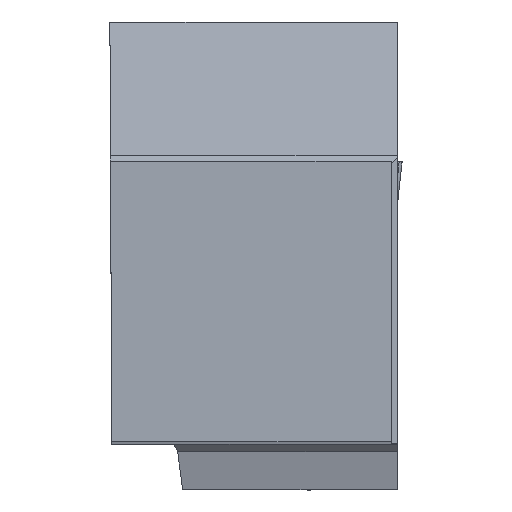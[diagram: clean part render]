
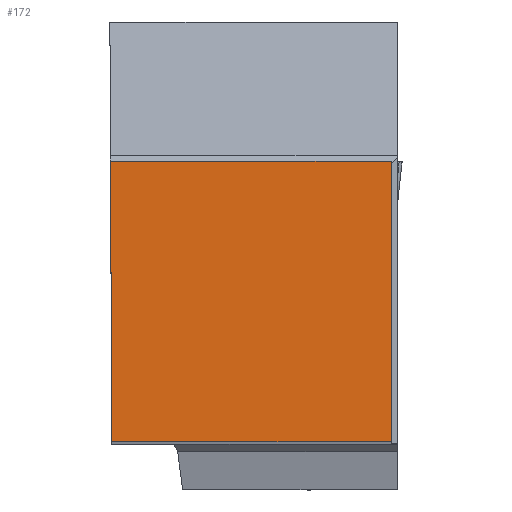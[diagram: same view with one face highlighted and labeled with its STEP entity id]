
A CAD part, top view. The second image highlights one B-rep face of the part: STEP entity #172.
In plain terms, the highlighted planar face has unit normal (0, 0, 1).
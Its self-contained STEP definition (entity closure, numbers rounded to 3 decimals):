
#172=ADVANCED_FACE('BLANK_BOXF006',(#275),#219,.F.);
#219=PLANE('',#1309);
#275=FACE_OUTER_BOUND('',#332,.T.);
#332=EDGE_LOOP('',(#576,#577,#578,#579));
#576=ORIENTED_EDGE('',*,*,#903,.T.);
#577=ORIENTED_EDGE('',*,*,#904,.T.);
#578=ORIENTED_EDGE('',*,*,#905,.T.);
#579=ORIENTED_EDGE('',*,*,#906,.T.);
#762=VERTEX_POINT('',#2076);
#763=VERTEX_POINT('',#2077);
#764=VERTEX_POINT('',#2079);
#765=VERTEX_POINT('',#2081);
#903=EDGE_CURVE('',#762,#763,#1034,.T.);
#904=EDGE_CURVE('',#763,#764,#1035,.T.);
#905=EDGE_CURVE('',#764,#765,#1036,.T.);
#906=EDGE_CURVE('',#765,#762,#1037,.T.);
#1034=LINE('',#2075,#1169);
#1035=LINE('',#2078,#1170);
#1036=LINE('',#2080,#1171);
#1037=LINE('',#2082,#1172);
#1169=VECTOR('',#1555,1.);
#1170=VECTOR('',#1556,1.);
#1171=VECTOR('',#1557,1.);
#1172=VECTOR('',#1558,1.);
#1309=AXIS2_PLACEMENT_3D('',#2083,#1559,#1560);
#1555=DIRECTION('',(0.,1.,0.));
#1556=DIRECTION('',(-1.,0.,0.));
#1557=DIRECTION('',(0.004,-1.,0.));
#1558=DIRECTION('',(1.,0.,0.));
#1559=DIRECTION('',(0.,0.,-1.));
#1560=DIRECTION('',(0.,-1.,0.));
#2075=CARTESIAN_POINT('',(18.923,-126.2,0.));
#2076=CARTESIAN_POINT('',(18.923,0.,0.));
#2077=CARTESIAN_POINT('',(18.923,18.923,0.));
#2078=CARTESIAN_POINT('',(126.2,18.923,0.));
#2079=CARTESIAN_POINT('',(0.,18.923,0.));
#2080=CARTESIAN_POINT('',(-0.468,126.199,0.));
#2081=CARTESIAN_POINT('',(0.083,0.,0.));
#2082=CARTESIAN_POINT('',(-126.2,0.,0.));
#2083=CARTESIAN_POINT('',(19.335,-3.048,0.));
